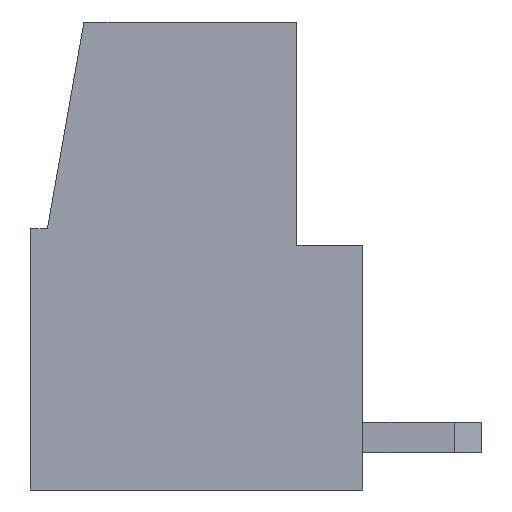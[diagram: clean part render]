
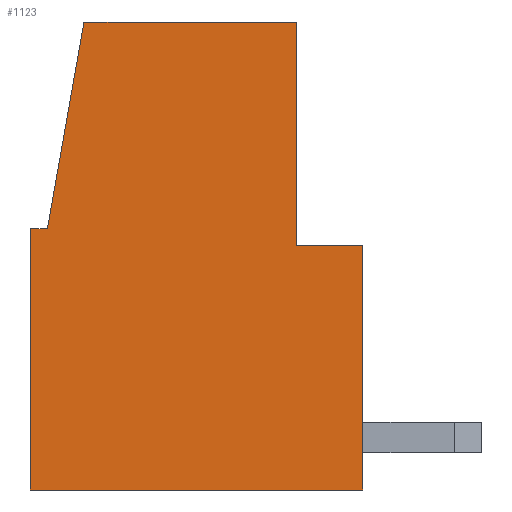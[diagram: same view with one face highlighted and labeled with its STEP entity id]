
A CAD part, left-side view. The second image highlights one B-rep face of the part: STEP entity #1123.
In plain terms, the highlighted planar face has unit normal (-1, 0, 0).
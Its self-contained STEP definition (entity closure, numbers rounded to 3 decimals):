
#1123 = ADVANCED_FACE( 'F0', ( #2282 ), #2283, .T. );
#2282 = FACE_OUTER_BOUND( '', #3458, .T. );
#2283 = PLANE( '', #3459 );
#3458 = EDGE_LOOP( '', ( #6618, #6619, #6620, #6621, #6622, #6623, #6624, #6625 ) );
#3459 = AXIS2_PLACEMENT_3D( '', #6626, #6627, #6628 );
#6618 = ORIENTED_EDGE( '', *, *, #7909, .T. );
#6619 = ORIENTED_EDGE( '', *, *, #7698, .T. );
#6620 = ORIENTED_EDGE( '', *, *, #7815, .T. );
#6621 = ORIENTED_EDGE( '', *, *, #8263, .T. );
#6622 = ORIENTED_EDGE( '', *, *, #7752, .T. );
#6623 = ORIENTED_EDGE( '', *, *, #8253, .T. );
#6624 = ORIENTED_EDGE( '', *, *, #7572, .T. );
#6625 = ORIENTED_EDGE( '', *, *, #7451, .T. );
#6626 = CARTESIAN_POINT( '', ( -2.5, 0., 0. ) );
#6627 = DIRECTION( '', ( -1., 0., 0. ) );
#6628 = DIRECTION( '', ( 0., 1., 0. ) );
#7451 = EDGE_CURVE( '', #9129, #9127, #9130, .T. );
#7572 = EDGE_CURVE( '', #9320, #9129, #9323, .T. );
#7698 = EDGE_CURVE( '', #9513, #9511, #9514, .T. );
#7752 = EDGE_CURVE( '', #9583, #9581, #9584, .T. );
#7815 = EDGE_CURVE( '', #9511, #9669, #9671, .T. );
#7909 = EDGE_CURVE( '', #9127, #9513, #9799, .T. );
#8253 = EDGE_CURVE( '', #9581, #9320, #10203, .T. );
#8263 = EDGE_CURVE( '', #9669, #9583, #10213, .T. );
#9127 = VERTEX_POINT( '', #11435 );
#9129 = VERTEX_POINT( '', #11438 );
#9130 = LINE( '', #11439, #11440 );
#9320 = VERTEX_POINT( '', #11720 );
#9323 = LINE( '', #11725, #11726 );
#9511 = VERTEX_POINT( '', #12005 );
#9513 = VERTEX_POINT( '', #12008 );
#9514 = LINE( '', #12009, #12010 );
#9581 = VERTEX_POINT( '', #12111 );
#9583 = VERTEX_POINT( '', #12114 );
#9584 = LINE( '', #12115, #12116 );
#9669 = VERTEX_POINT( '', #12240 );
#9671 = LINE( '', #12243, #12244 );
#9799 = LINE( '', #12434, #12435 );
#10203 = LINE( '', #13037, #13038 );
#10213 = LINE( '', #13049, #13050 );
#11435 = CARTESIAN_POINT( '', ( -2.5, -1.576, 13.8 ) );
#11438 = CARTESIAN_POINT( '', ( -2.5, -7.85, 13.8 ) );
#11439 = CARTESIAN_POINT( '', ( -2.5, 0., 13.8 ) );
#11440 = VECTOR( '', #13550, 1000. );
#11720 = CARTESIAN_POINT( '', ( -2.5, -7.85, 7.2 ) );
#11725 = CARTESIAN_POINT( '', ( -2.5, -7.85, -3.05 ) );
#11726 = VECTOR( '', #13661, 1000. );
#12005 = CARTESIAN_POINT( '', ( -2.5, 0., 7.7 ) );
#12008 = CARTESIAN_POINT( '', ( -2.5, -0.5, 7.7 ) );
#12009 = CARTESIAN_POINT( '', ( -2.5, -21.3, 7.7 ) );
#12010 = VECTOR( '', #13766, 1000. );
#12111 = CARTESIAN_POINT( '', ( -2.5, -9.8, 7.2 ) );
#12114 = CARTESIAN_POINT( '', ( -2.5, -9.8, 0. ) );
#12115 = CARTESIAN_POINT( '', ( -2.5, -9.8, -3.05 ) );
#12116 = VECTOR( '', #13808, 1000. );
#12240 = CARTESIAN_POINT( '', ( -2.5, 0., 0. ) );
#12243 = CARTESIAN_POINT( '', ( -2.5, 0., -3.05 ) );
#12244 = VECTOR( '', #13861, 1000. );
#12434 = CARTESIAN_POINT( '', ( -2.5, 1.396, -3.05 ) );
#12435 = VECTOR( '', #13933, 1000. );
#13037 = CARTESIAN_POINT( '', ( -2.5, -21.3, 7.2 ) );
#13038 = VECTOR( '', #14162, 1000. );
#13049 = CARTESIAN_POINT( '', ( -2.5, 0., 0. ) );
#13050 = VECTOR( '', #14164, 1000. );
#13550 = DIRECTION( '', ( 0., 1., 0. ) );
#13661 = DIRECTION( '', ( 0., 0., 1. ) );
#13766 = DIRECTION( '', ( 0., 1., 0. ) );
#13808 = DIRECTION( '', ( 0., 0., 1. ) );
#13861 = DIRECTION( '', ( 0., 0., -1. ) );
#13933 = DIRECTION( '', ( 0., 0.174, -0.985 ) );
#14162 = DIRECTION( '', ( 0., 1., 0. ) );
#14164 = DIRECTION( '', ( 0., -1., 0. ) );
